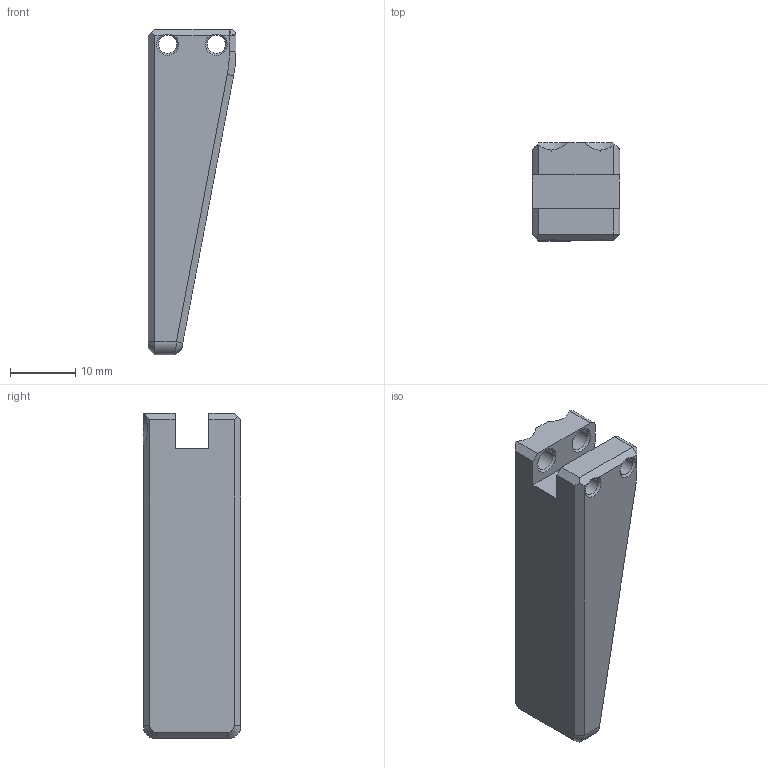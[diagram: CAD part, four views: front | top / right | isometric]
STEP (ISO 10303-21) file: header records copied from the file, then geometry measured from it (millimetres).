
FILE_DESCRIPTION((''),'2;1');
FILE_NAME('FINGER_50MM','2024-02-12T12:59:20',('Mathias'),(''),'CREO PARAMETRIC BY PTC INC, 2021404','CREO PARAMETRIC BY PTC INC, 2021404','');
FILE_SCHEMA(('CONFIG_CONTROL_DESIGN'));
Length unit declared in the file: millimetre
Products named in the file (1): FINGER_50MM
Bounding box: 13.5 x 15 x 50 mm (x, y, z)
Volume: 6576.6 mm3; surface area: 2775.8 mm2
Topology: 1 solids, 1 shells, 59 faces, 155 edges, 93 vertices
Faces by surface type: plane 23, cone 21, cylinder 13, bspline 2
Entity records: 2156 total; most frequent: CARTESIAN_POINT 667, ORIENTED_EDGE 308, DIRECTION 297, EDGE_CURVE 154, AXIS2_PLACEMENT_3D 104, VERTEX_POINT 93, VECTOR 89, LINE 89
